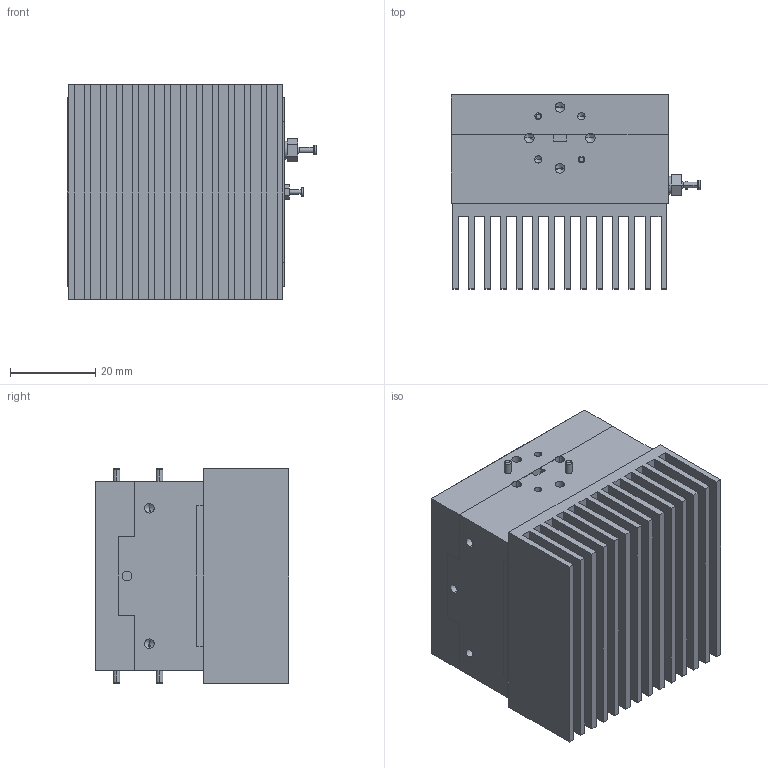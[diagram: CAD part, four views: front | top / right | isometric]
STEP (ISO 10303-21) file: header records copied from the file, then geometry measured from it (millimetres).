
FILE_DESCRIPTION (( 'STEP AP214' ), '1' );
FILE_NAME ('FMWGA3220_3D.step', '2023-01-26T23:42:29', ( '' ), ( '' ), 'SwSTEP 2.0', 'SolidWorks 2022', '' );
FILE_SCHEMA (( 'AUTOMOTIVE_DESIGN' ));
Length unit declared in the file: inch
Products named in the file (1): FMWGA3220_3D
Bounding box: 58.37 x 45.44 x 50.29 mm (x, y, z)
Volume: 80968.8 mm3; surface area: 53490.7 mm2
Topology: 16 solids, 16 shells, 987 faces, 2688 edges, 1743 vertices
Faces by surface type: plane 599, bspline 220, cylinder 96, cone 58, torus 14
Entity records: 49550 total; most frequent: CARTESIAN_POINT 16892, ORIENTED_EDGE 5264, DIRECTION 3952, EDGE_CURVE 2632, VECTOR 1952, LINE 1952, VERTEX_POINT 1740, EDGE_LOOP 1104
